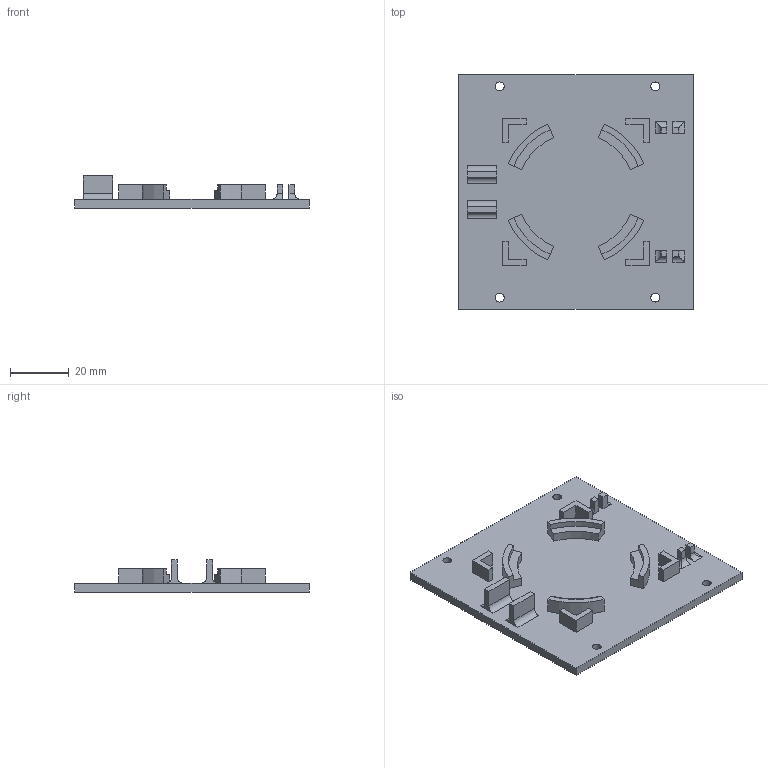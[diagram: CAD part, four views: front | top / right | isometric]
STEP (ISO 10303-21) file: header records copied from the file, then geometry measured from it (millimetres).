
FILE_DESCRIPTION (( 'STEP AP214' ), '1' );
FILE_NAME ('base.STEP', '2022-12-03T16:23:32', ( '' ), ( '' ), 'SwSTEP 2.0', 'SolidWorks 2021', '' );
FILE_SCHEMA (( 'AUTOMOTIVE_DESIGN' ));
Length unit declared in the file: millimetre
Products named in the file (1): base
Bounding box: 80 x 80 x 11 mm (x, y, z)
Volume: 21488.2 mm3; surface area: 15846.2 mm2
Topology: 1 solids, 1 shells, 112 faces, 284 edges, 188 vertices
Faces by surface type: plane 80, cylinder 32
Entity records: 3402 total; most frequent: CARTESIAN_POINT 597, ORIENTED_EDGE 568, DIRECTION 562, EDGE_CURVE 284, LINE 224, VECTOR 224, VERTEX_POINT 188, AXIS2_PLACEMENT_3D 169
